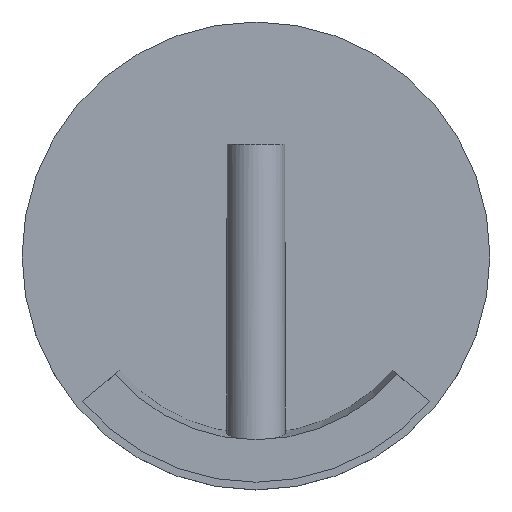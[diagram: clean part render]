
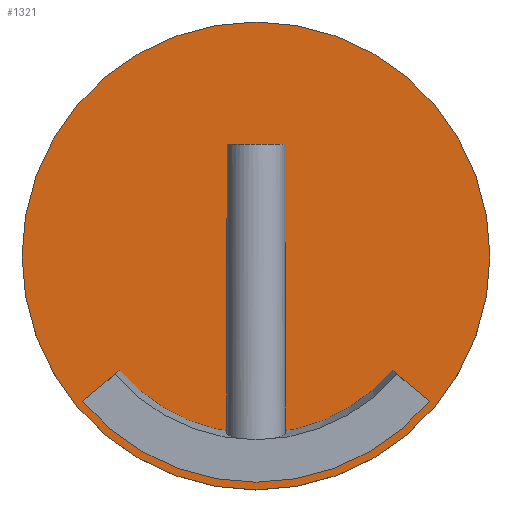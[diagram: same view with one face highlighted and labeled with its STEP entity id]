
A CAD part, top view. The second image highlights one B-rep face of the part: STEP entity #1321.
In plain terms, the highlighted planar face has unit normal (0, 0, 1).
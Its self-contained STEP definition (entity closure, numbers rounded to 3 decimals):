
#24=FACE_BOUND('',#188,.T.);
#35=PLANE('',#1425);
#107=FACE_OUTER_BOUND('',#187,.T.);
#187=EDGE_LOOP('',(#1147));
#188=EDGE_LOOP('',(#1148,#1149,#1150,#1151,#1152,#1153,#1154,#1155));
#320=CIRCLE('',#1426,29.);
#321=CIRCLE('',#1427,22.029);
#322=CIRCLE('',#1428,27.296);
#323=CIRCLE('',#1429,22.029);
#388=LINE('',#4969,#459);
#389=LINE('',#5006,#460);
#390=LINE('',#5009,#461);
#393=LINE('',#5030,#464);
#394=LINE('',#5034,#465);
#459=VECTOR('',#1643,10.);
#460=VECTOR('',#1644,10.);
#461=VECTOR('',#1649,10.);
#464=VECTOR('',#1674,10.);
#465=VECTOR('',#1677,10.);
#587=VERTEX_POINT('',#4967);
#588=VERTEX_POINT('',#4968);
#590=VERTEX_POINT('',#4987);
#591=VERTEX_POINT('',#5005);
#596=VERTEX_POINT('',#5025);
#597=VERTEX_POINT('',#5027);
#598=VERTEX_POINT('',#5029);
#599=VERTEX_POINT('',#5031);
#600=VERTEX_POINT('',#5033);
#774=EDGE_CURVE('',#587,#588,#388,.T.);
#777=EDGE_CURVE('',#591,#590,#389,.T.);
#779=EDGE_CURVE('',#588,#591,#390,.T.);
#786=EDGE_CURVE('',#596,#596,#320,.T.);
#787=EDGE_CURVE('',#590,#597,#321,.T.);
#788=EDGE_CURVE('',#597,#598,#393,.T.);
#789=EDGE_CURVE('',#598,#599,#322,.T.);
#790=EDGE_CURVE('',#599,#600,#394,.T.);
#791=EDGE_CURVE('',#600,#587,#323,.T.);
#1147=ORIENTED_EDGE('',*,*,#786,.T.);
#1148=ORIENTED_EDGE('',*,*,#774,.T.);
#1149=ORIENTED_EDGE('',*,*,#779,.T.);
#1150=ORIENTED_EDGE('',*,*,#777,.T.);
#1151=ORIENTED_EDGE('',*,*,#787,.T.);
#1152=ORIENTED_EDGE('',*,*,#788,.T.);
#1153=ORIENTED_EDGE('',*,*,#789,.T.);
#1154=ORIENTED_EDGE('',*,*,#790,.T.);
#1155=ORIENTED_EDGE('',*,*,#791,.T.);
#1321=ADVANCED_FACE('',(#107,#24),#35,.T.);
#1425=AXIS2_PLACEMENT_3D('',#5024,#1668,#1669);
#1426=AXIS2_PLACEMENT_3D('',#5026,#1670,#1671);
#1427=AXIS2_PLACEMENT_3D('',#5028,#1672,#1673);
#1428=AXIS2_PLACEMENT_3D('',#5032,#1675,#1676);
#1429=AXIS2_PLACEMENT_3D('',#5035,#1678,#1679);
#1643=DIRECTION('',(0.,1.,0.));
#1644=DIRECTION('',(0.,-1.,0.));
#1649=DIRECTION('',(1.,0.,0.));
#1668=DIRECTION('center_axis',(0.,0.,1.));
#1669=DIRECTION('ref_axis',(1.,0.,0.));
#1670=DIRECTION('center_axis',(0.,0.,1.));
#1671=DIRECTION('ref_axis',(1.,0.,0.));
#1672=DIRECTION('center_axis',(0.,0.,1.));
#1673=DIRECTION('ref_axis',(0.,-1.,0.));
#1674=DIRECTION('',(0.766,-0.643,0.));
#1675=DIRECTION('center_axis',(0.,0.,-1.));
#1676=DIRECTION('ref_axis',(0.,-1.,0.));
#1677=DIRECTION('',(0.766,0.643,0.));
#1678=DIRECTION('center_axis',(0.,0.,1.));
#1679=DIRECTION('ref_axis',(0.,-1.,0.));
#4967=CARTESIAN_POINT('',(-1.649,41.033,-89.443));
#4968=CARTESIAN_POINT('',(-1.649,76.841,-89.443));
#4969=CARTESIAN_POINT('',(-1.649,58.526,-89.443));
#4987=CARTESIAN_POINT('',(1.649,41.033,-89.443));
#5005=CARTESIAN_POINT('',(1.649,76.841,-89.443));
#5006=CARTESIAN_POINT('',(1.649,58.526,-89.443));
#5009=CARTESIAN_POINT('',(0.,76.841,-89.443));
#5024=CARTESIAN_POINT('Origin',(0.,63.,-89.443));
#5025=CARTESIAN_POINT('',(0.,92.,-89.443));
#5026=CARTESIAN_POINT('Origin',(0.,63.,-89.443));
#5027=CARTESIAN_POINT('',(16.875,48.84,-89.443));
#5028=CARTESIAN_POINT('Origin',(0.,63.,-89.443));
#5029=CARTESIAN_POINT('',(20.91,45.455,-89.443));
#5030=CARTESIAN_POINT('',(9.592,54.952,-89.443));
#5031=CARTESIAN_POINT('',(-20.91,45.455,-89.443));
#5032=CARTESIAN_POINT('Origin',(0.,63.,-89.443));
#5033=CARTESIAN_POINT('',(-16.875,48.84,-89.443));
#5034=CARTESIAN_POINT('',(-9.592,54.952,-89.443));
#5035=CARTESIAN_POINT('Origin',(0.,63.,-89.443));
